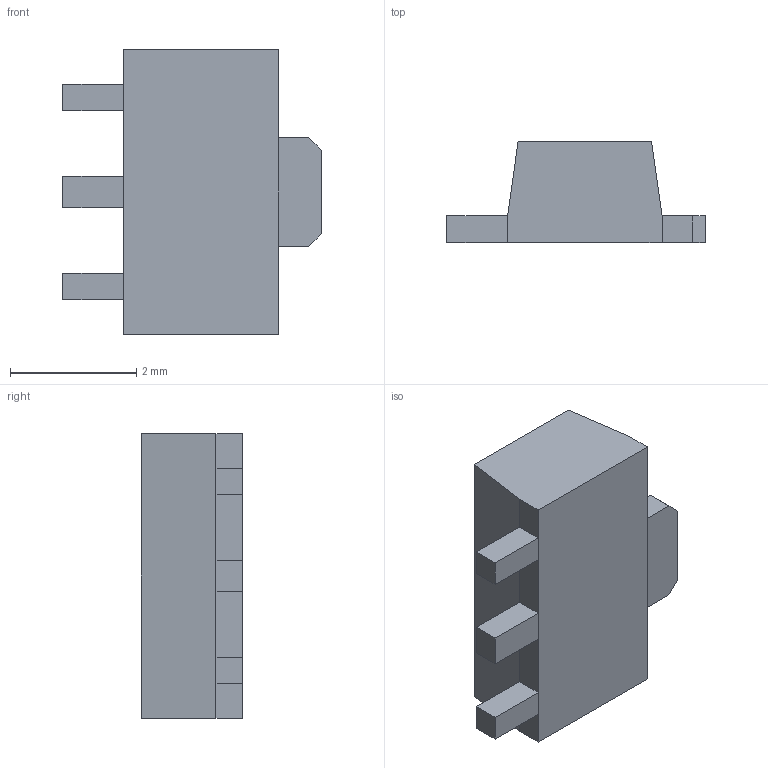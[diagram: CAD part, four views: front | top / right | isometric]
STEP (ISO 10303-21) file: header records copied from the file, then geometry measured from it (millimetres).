
FILE_DESCRIPTION (( 'STEP AP214' ), '1' );
FILE_NAME ('VN2460N8-G.STEP', '2023-12-20T09:48:47', ( '' ), ( '' ), 'SwSTEP 2.0', 'SolidWorks 2021', '' );
FILE_SCHEMA (( 'AUTOMOTIVE_DESIGN' ));
Length unit declared in the file: millimetre
Products named in the file (1): VN2460N8-G
Bounding box: 4.09 x 1.6 x 4.5 mm (x, y, z)
Volume: 17.7 mm3; surface area: 52.8 mm2
Topology: 5 solids, 5 shells, 34 faces, 72 edges, 48 vertices
Faces by surface type: plane 34
Entity records: 966 total; most frequent: CARTESIAN_POINT 155, ORIENTED_EDGE 144, DIRECTION 142, VECTOR 72, LINE 72, EDGE_CURVE 72, VERTEX_POINT 48, AXIS2_PLACEMENT_3D 35
